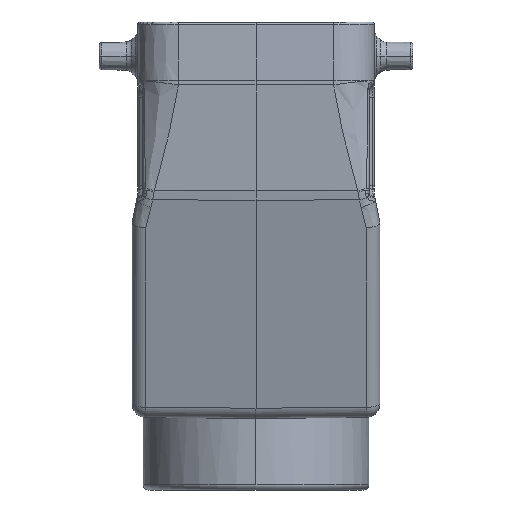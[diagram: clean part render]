
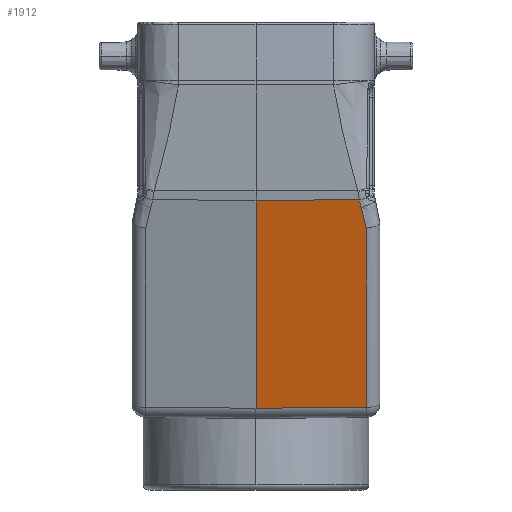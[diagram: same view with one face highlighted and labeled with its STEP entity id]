
A CAD part, left-side view. The second image highlights one B-rep face of the part: STEP entity #1912.
In plain terms, the highlighted planar face has unit normal (-0.966, -0.009, -0.259).
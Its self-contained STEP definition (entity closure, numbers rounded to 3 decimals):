
#487=FACE_OUTER_BOUND('',#3055,.T.);
#1157=B_SPLINE_CURVE_WITH_KNOTS('',3,(#17131,#17132,#17133,#17134,#17135,
#17136,#17137,#17138,#17139,#17140,#17141,#17142,#17143,#17144,#17145,#17146,
#17147,#17148,#17149),.UNSPECIFIED.,.F.,.F.,(4,2,2,1,2,2,2,2,2,4),(0.,0.25,
0.375,0.438,0.469,0.5,
0.625,0.688,0.75,1.),.UNSPECIFIED.);
#1247=B_SPLINE_CURVE_WITH_KNOTS('',3,(#18302,#18303,#18304,#18305,#18306,
#18307,#18308,#18309,#18310,#18311,#18312,#18313,#18314),.UNSPECIFIED.,
 .F.,.F.,(4,2,2,2,2,1,4),(0.,0.25,0.375,0.5,
0.625,0.75,1.),.UNSPECIFIED.);
#1912=ADVANCED_FACE('',(#487),#2568,.T.);
#2568=PLANE('',#12492);
#3055=EDGE_LOOP('',(#5860,#5861,#5862,#5863,#5864,#5865));
#3835=LINE('',#18296,#4607);
#3836=LINE('',#18298,#4608);
#3837=LINE('',#18301,#4609);
#3838=LINE('',#18315,#4610);
#4607=VECTOR('',#13874,1.);
#4608=VECTOR('',#13877,1.);
#4609=VECTOR('',#13878,1.);
#4610=VECTOR('',#13879,1.);
#5860=ORIENTED_EDGE('',*,*,#10432,.F.);
#5861=ORIENTED_EDGE('',*,*,#10433,.T.);
#5862=ORIENTED_EDGE('',*,*,#10260,.F.);
#5863=ORIENTED_EDGE('',*,*,#10434,.F.);
#5864=ORIENTED_EDGE('',*,*,#10431,.F.);
#5865=ORIENTED_EDGE('',*,*,#10435,.T.);
#9095=VERTEX_POINT('',#17130);
#9096=VERTEX_POINT('',#17150);
#9198=VERTEX_POINT('',#18208);
#9203=VERTEX_POINT('',#18295);
#9204=VERTEX_POINT('',#18299);
#9205=VERTEX_POINT('',#18300);
#10260=EDGE_CURVE('',#9095,#9096,#1157,.T.);
#10431=EDGE_CURVE('',#9203,#9198,#3835,.T.);
#10432=EDGE_CURVE('',#9204,#9205,#3836,.T.);
#10433=EDGE_CURVE('',#9204,#9096,#3837,.T.);
#10434=EDGE_CURVE('',#9198,#9095,#1247,.T.);
#10435=EDGE_CURVE('',#9203,#9205,#3838,.T.);
#12492=AXIS2_PLACEMENT_3D('',#18316,#13880,#13881);
#13874=DIRECTION('',(0.009,-1.,0.002));
#13877=DIRECTION('',(-0.007,1.,-0.009));
#13878=DIRECTION('',(-0.259,0.,0.966));
#13879=DIRECTION('',(0.259,0.,-0.966));
#13880=DIRECTION('',(-0.966,-0.009,-0.259));
#13881=DIRECTION('',(-0.259,0.,0.966));
#17130=CARTESIAN_POINT('',(-34.05,-19.115,-33.678));
#17131=CARTESIAN_POINT('',(-34.05,-19.115,-33.678));
#17132=CARTESIAN_POINT('',(-33.976,-19.2,-33.952));
#17133=CARTESIAN_POINT('',(-33.898,-19.284,-34.239));
#17134=CARTESIAN_POINT('',(-33.777,-19.408,-34.688));
#17135=CARTESIAN_POINT('',(-33.736,-19.449,-34.841));
#17136=CARTESIAN_POINT('',(-33.672,-19.509,-35.075));
#17137=CARTESIAN_POINT('',(-33.64,-19.54,-35.193));
#17138=CARTESIAN_POINT('',(-33.608,-19.57,-35.313));
#17139=CARTESIAN_POINT('',(-33.586,-19.59,-35.393));
#17140=CARTESIAN_POINT('',(-33.567,-19.607,-35.466));
#17141=CARTESIAN_POINT('',(-33.556,-19.617,-35.506));
#17142=CARTESIAN_POINT('',(-33.53,-19.64,-35.601));
#17143=CARTESIAN_POINT('',(-33.467,-19.695,-35.835));
#17144=CARTESIAN_POINT('',(-33.442,-19.717,-35.929));
#17145=CARTESIAN_POINT('',(-33.383,-19.766,-36.148));
#17146=CARTESIAN_POINT('',(-33.338,-19.802,-36.312));
#17147=CARTESIAN_POINT('',(-33.201,-19.912,-36.821));
#17148=CARTESIAN_POINT('',(-33.112,-19.975,-37.149));
#17149=CARTESIAN_POINT('',(-33.046,-20.022,-37.395));
#17150=CARTESIAN_POINT('',(-33.046,-20.022,-37.395));
#18208=CARTESIAN_POINT('',(-34.418,-18.767,-32.316));
#18295=CARTESIAN_POINT('',(-34.58,0.,-32.345));
#18296=CARTESIAN_POINT('',(-34.58,0.,-32.345));
#18298=CARTESIAN_POINT('',(-24.317,-20.022,-69.972));
#18299=CARTESIAN_POINT('',(-24.317,-20.022,-69.972));
#18300=CARTESIAN_POINT('',(-24.451,0.,-70.147));
#18301=CARTESIAN_POINT('',(-24.317,-20.022,-69.972));
#18302=CARTESIAN_POINT('',(-34.418,-18.767,-32.316));
#18303=CARTESIAN_POINT('',(-34.394,-18.791,-32.407));
#18304=CARTESIAN_POINT('',(-34.365,-18.818,-32.513));
#18305=CARTESIAN_POINT('',(-34.316,-18.862,-32.695));
#18306=CARTESIAN_POINT('',(-34.305,-18.872,-32.735));
#18307=CARTESIAN_POINT('',(-34.269,-18.903,-32.868));
#18308=CARTESIAN_POINT('',(-34.246,-18.923,-32.952));
#18309=CARTESIAN_POINT('',(-34.234,-18.934,-32.996));
#18310=CARTESIAN_POINT('',(-34.202,-18.964,-33.118));
#18311=CARTESIAN_POINT('',(-34.166,-18.997,-33.251));
#18312=CARTESIAN_POINT('',(-34.115,-19.045,-33.438));
#18313=CARTESIAN_POINT('',(-34.074,-19.089,-33.591));
#18314=CARTESIAN_POINT('',(-34.05,-19.115,-33.678));
#18315=CARTESIAN_POINT('',(-34.58,0.,-32.345));
#18316=CARTESIAN_POINT('',(-23.955,0.,-72.));
